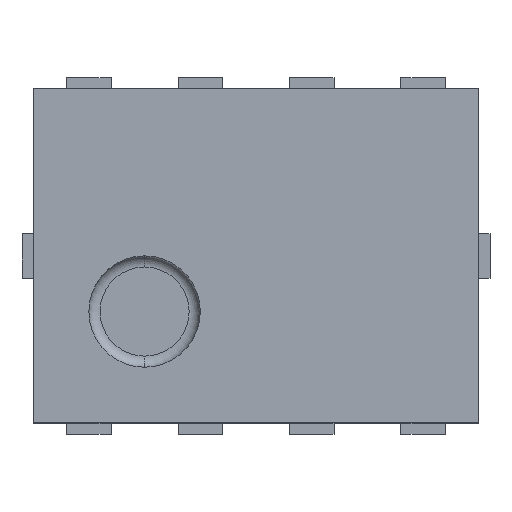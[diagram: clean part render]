
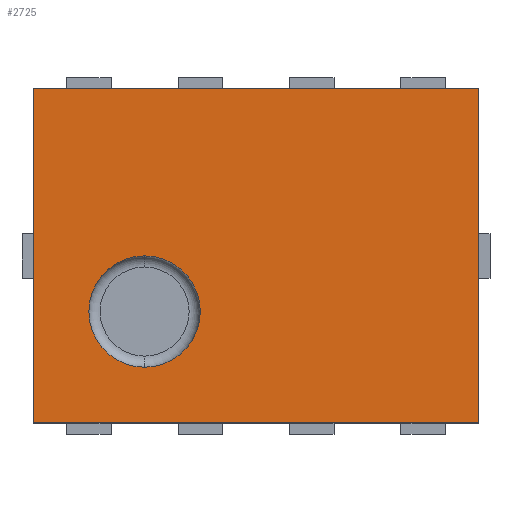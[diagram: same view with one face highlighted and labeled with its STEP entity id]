
A CAD part, top view. The second image highlights one B-rep face of the part: STEP entity #2725.
In plain terms, the highlighted planar face has unit normal (0, 0, 1).
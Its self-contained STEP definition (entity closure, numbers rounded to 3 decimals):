
#2547 = CARTESIAN_POINT ( 'NONE',  ( -0.5, 0., 0.6 ) ) ;
#2548 = VERTEX_POINT ( 'NONE', #2547 ) ;
#2556 = CARTESIAN_POINT ( 'NONE',  ( -0.5, -0.5, 0.6 ) ) ;
#2557 = VERTEX_POINT ( 'NONE', #2556 ) ;
#2558 = CARTESIAN_POINT ( 'NONE',  ( -0.5, -0.25, 0.6 ) ) ;
#2559 = DIRECTION ( 'NONE',  ( 0., 0., 1. ) ) ;
#2560 = DIRECTION ( 'NONE',  ( 0., -1., 0. ) ) ;
#2561 = AXIS2_PLACEMENT_3D ( 'NONE', #2558, #2559, #2560 ) ;
#2562 = CIRCLE ( 'NONE', #2561, 0.25) ;
#2563 = EDGE_CURVE ( 'NONE', #2548, #2557, #2562, .T. ) ;
#2590 = CARTESIAN_POINT ( 'NONE',  ( -1., -0.75, 0.6 ) ) ;
#2591 = VERTEX_POINT ( 'NONE', #2590 ) ;
#2598 = CARTESIAN_POINT ( 'NONE',  ( -1., 0.75, 0.6 ) ) ;
#2599 = VERTEX_POINT ( 'NONE', #2598 ) ;
#2600 = CARTESIAN_POINT ( 'NONE',  ( -1., -0.75, 0.6 ) ) ;
#2601 = DIRECTION ( 'NONE',  ( 0., -1., 0. ) ) ;
#2602 = VECTOR ( 'NONE', #2601, 1000. ) ;
#2603 = LINE ( 'NONE', #2600, #2602 ) ;
#2604 = EDGE_CURVE ( 'NONE', #2599, #2591, #2603, .T. ) ;
#2628 = CARTESIAN_POINT ( 'NONE',  ( 1., -0.75, 0.6 ) ) ;
#2629 = VERTEX_POINT ( 'NONE', #2628 ) ;
#2636 = CARTESIAN_POINT ( 'NONE',  ( 1., -0.75, 0.6 ) ) ;
#2637 = DIRECTION ( 'NONE',  ( 1., 0., 0. ) ) ;
#2638 = VECTOR ( 'NONE', #2637, 1000. ) ;
#2639 = LINE ( 'NONE', #2636, #2638 ) ;
#2640 = EDGE_CURVE ( 'NONE', #2591, #2629, #2639, .T. ) ;
#2659 = CARTESIAN_POINT ( 'NONE',  ( 1., 0.75, 0.6 ) ) ;
#2660 = VERTEX_POINT ( 'NONE', #2659 ) ;
#2667 = CARTESIAN_POINT ( 'NONE',  ( 1., -0.75, 0.6 ) ) ;
#2668 = DIRECTION ( 'NONE',  ( 0., 1., 0. ) ) ;
#2669 = VECTOR ( 'NONE', #2668, 1000. ) ;
#2670 = LINE ( 'NONE', #2667, #2669 ) ;
#2671 = EDGE_CURVE ( 'NONE', #2629, #2660, #2670, .T. ) ;
#2689 = CARTESIAN_POINT ( 'NONE',  ( 1., 0.75, 0.6 ) ) ;
#2690 = DIRECTION ( 'NONE',  ( -1., 0., 0. ) ) ;
#2691 = VECTOR ( 'NONE', #2690, 1000. ) ;
#2692 = LINE ( 'NONE', #2689, #2691 ) ;
#2693 = EDGE_CURVE ( 'NONE', #2660, #2599, #2692, .T. ) ;
#2704 = CARTESIAN_POINT ( 'NONE',  ( -0.5, -0.25, 0.6 ) ) ;
#2705 = DIRECTION ( 'NONE',  ( 0., 0., 1. ) ) ;
#2706 = DIRECTION ( 'NONE',  ( 0., -1., 0. ) ) ;
#2707 = AXIS2_PLACEMENT_3D ( 'NONE', #2704, #2705, #2706 ) ;
#2708 = CIRCLE ( 'NONE', #2707, 0.25) ;
#2709 = EDGE_CURVE ( 'NONE', #2557, #2548, #2708, .T. ) ;
#2710 = ORIENTED_EDGE ( 'NONE', *, *, #2709, .F. ) ;
#2711 = ORIENTED_EDGE ( 'NONE', *, *, #2563, .F. ) ;
#2712 = EDGE_LOOP ( 'NONE', ( #2710, #2711 ) ) ;
#2713 = FACE_BOUND ( 'NONE', #2712, .T. ) ;
#2714 = ORIENTED_EDGE ( 'NONE', *, *, #2604, .T. ) ;
#2715 = ORIENTED_EDGE ( 'NONE', *, *, #2640, .T. ) ;
#2716 = ORIENTED_EDGE ( 'NONE', *, *, #2671, .T. ) ;
#2717 = ORIENTED_EDGE ( 'NONE', *, *, #2693, .T. ) ;
#2718 = EDGE_LOOP ( 'NONE', ( #2714, #2715, #2716, #2717 ) ) ;
#2719 = FACE_OUTER_BOUND ( 'NONE', #2718, .T. ) ;
#2720 = CARTESIAN_POINT ( 'NONE',  ( 0., 0., 0.6 ) ) ;
#2721 = DIRECTION ( 'NONE',  ( 0., 0., 1. ) ) ;
#2722 = DIRECTION ( 'NONE',  ( 0., -1., 0. ) ) ;
#2723 = AXIS2_PLACEMENT_3D ( 'NONE', #2720, #2721, #2722 ) ;
#2724 = PLANE ( 'NONE', #2723 ) ;
#2725 = ADVANCED_FACE ( 'NONE', ( #2713, #2719 ), #2724, .T. ) ;
